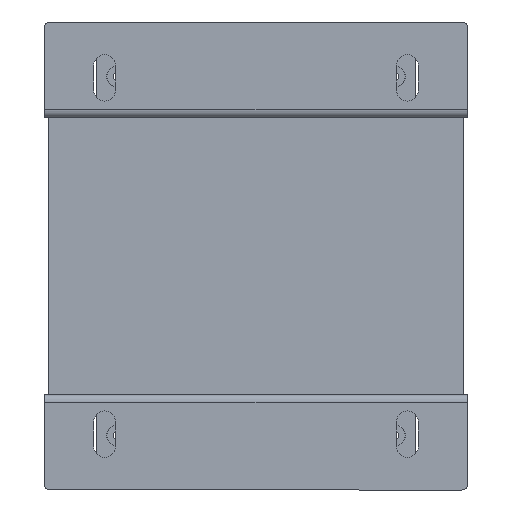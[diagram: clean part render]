
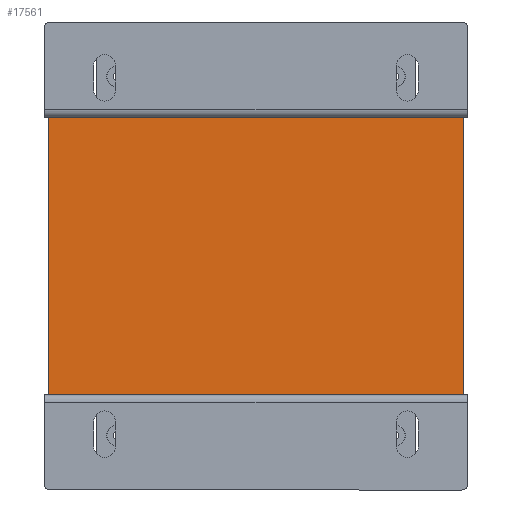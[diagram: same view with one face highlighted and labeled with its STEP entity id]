
A CAD part, front view. The second image highlights one B-rep face of the part: STEP entity #17561.
In plain terms, the highlighted planar face has unit normal (0, -1, 0).
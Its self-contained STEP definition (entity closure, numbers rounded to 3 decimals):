
#139 = ORIENTED_EDGE ( 'NONE', *, *, #88501, .F. ) ;
#2240 = EDGE_LOOP ( 'NONE', ( #31527, #147303, #139, #119400 ) ) ;
#4668 = VERTEX_POINT ( 'NONE', #50486 ) ;
#9179 = VECTOR ( 'NONE', #117808, 1000. ) ;
#17561 = ADVANCED_FACE ( 'NONE', ( #75604 ), #39932, .F. ) ;
#31527 = ORIENTED_EDGE ( 'NONE', *, *, #96334, .T. ) ;
#36129 = VERTEX_POINT ( 'NONE', #134472 ) ;
#36910 = VECTOR ( 'NONE', #123948, 1000. ) ;
#39932 = PLANE ( 'NONE',  #58059 ) ;
#41870 = CARTESIAN_POINT ( 'NONE',  ( 135.145, -3.22, 179.773 ) ) ;
#49234 = LINE ( 'NONE', #72481, #112303 ) ;
#50486 = CARTESIAN_POINT ( 'NONE',  ( 135.145, -3.22, 179.773 ) ) ;
#50544 = CARTESIAN_POINT ( 'NONE',  ( 135.145, -3.22, 78.173 ) ) ;
#53114 = EDGE_CURVE ( 'NONE', #94520, #36129, #82204, .T. ) ;
#54196 = EDGE_CURVE ( 'NONE', #4668, #100216, #76725, .T. ) ;
#58059 = AXIS2_PLACEMENT_3D ( 'NONE', #87187, #123563, #109665 ) ;
#70634 = CARTESIAN_POINT ( 'NONE',  ( -17.255, -3.22, 179.773 ) ) ;
#72461 = CARTESIAN_POINT ( 'NONE',  ( -17.255, -3.22, 179.773 ) ) ;
#72481 = CARTESIAN_POINT ( 'NONE',  ( -17.255, -3.22, 78.173 ) ) ;
#73567 = DIRECTION ( 'NONE',  ( 1., 0., 0. ) ) ;
#75604 = FACE_OUTER_BOUND ( 'NONE', #2240, .T. ) ;
#76725 = LINE ( 'NONE', #41870, #36910 ) ;
#82204 = LINE ( 'NONE', #70634, #9179 ) ;
#87187 = CARTESIAN_POINT ( 'NONE',  ( -17.255, -3.22, 179.773 ) ) ;
#87533 = VECTOR ( 'NONE', #73567, 1000. ) ;
#88501 = EDGE_CURVE ( 'NONE', #94520, #4668, #96003, .T. ) ;
#94520 = VERTEX_POINT ( 'NONE', #72461 ) ;
#96003 = LINE ( 'NONE', #133114, #87533 ) ;
#96334 = EDGE_CURVE ( 'NONE', #36129, #100216, #49234, .T. ) ;
#100216 = VERTEX_POINT ( 'NONE', #50544 ) ;
#109665 = DIRECTION ( 'NONE',  ( 0., 0., 1. ) ) ;
#112303 = VECTOR ( 'NONE', #153076, 1000. ) ;
#117808 = DIRECTION ( 'NONE',  ( 0., 0., -1. ) ) ;
#119400 = ORIENTED_EDGE ( 'NONE', *, *, #53114, .T. ) ;
#123563 = DIRECTION ( 'NONE',  ( 0., 1., 0. ) ) ;
#123948 = DIRECTION ( 'NONE',  ( 0., 0., -1. ) ) ;
#133114 = CARTESIAN_POINT ( 'NONE',  ( -17.255, -3.22, 179.773 ) ) ;
#134472 = CARTESIAN_POINT ( 'NONE',  ( -17.255, -3.22, 78.173 ) ) ;
#147303 = ORIENTED_EDGE ( 'NONE', *, *, #54196, .F. ) ;
#153076 = DIRECTION ( 'NONE',  ( 1., 0., 0. ) ) ;
